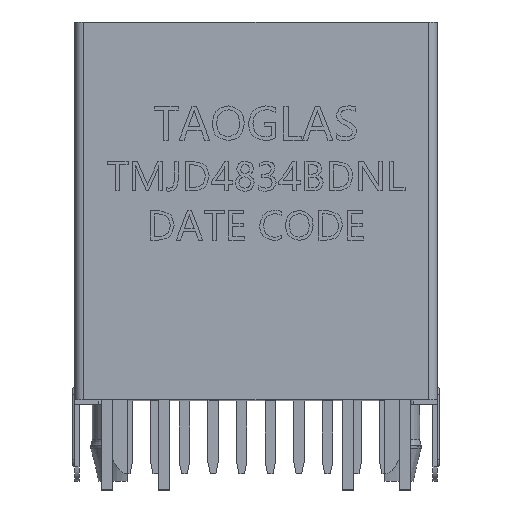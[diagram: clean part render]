
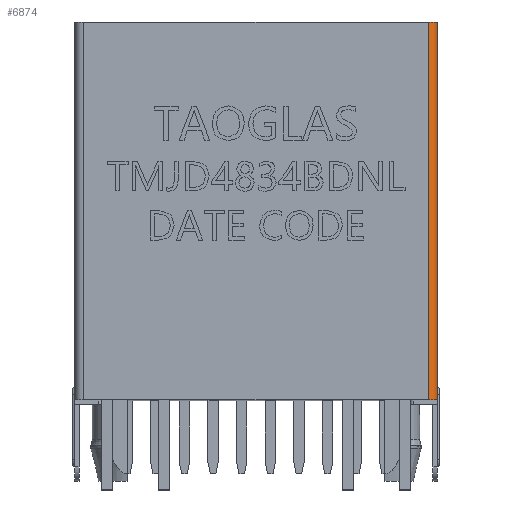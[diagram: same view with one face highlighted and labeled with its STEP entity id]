
A CAD part, top view. The second image highlights one B-rep face of the part: STEP entity #6874.
In plain terms, the highlighted cylindrical face has radius 0.4 mm (diameter 0.8 mm), a partial arc.
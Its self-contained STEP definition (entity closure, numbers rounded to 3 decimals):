
#406 = CARTESIAN_POINT ( 'NONE',  ( 15.75, 19.76, 3.225 ) ) ;
#622 = CARTESIAN_POINT ( 'NONE',  ( 15.75, 46.441, 2.825 ) ) ;
#1590 = DIRECTION ( 'NONE',  ( 0., 0., 1. ) ) ;
#1916 = CIRCLE ( 'NONE', #4536, 0.4 ) ;
#2705 = VECTOR ( 'NONE', #17572, 1000. ) ;
#3127 = DIRECTION ( 'NONE',  ( 0., 1., 0. ) ) ;
#3328 = CARTESIAN_POINT ( 'NONE',  ( 16.15, 20.36, 2.825 ) ) ;
#3494 = FACE_OUTER_BOUND ( 'NONE', #6800, .T. ) ;
#4536 = AXIS2_PLACEMENT_3D ( 'NONE', #11282, #16273, #5342 ) ;
#5223 = EDGE_CURVE ( 'NONE', #9072, #12922, #15183, .T. ) ;
#5342 = DIRECTION ( 'NONE',  ( 1., 0., 0. ) ) ;
#5551 = VERTEX_POINT ( 'NONE', #19840 ) ;
#6314 = CARTESIAN_POINT ( 'NONE',  ( 15.75, 20.36, 2.825 ) ) ;
#6800 = EDGE_LOOP ( 'NONE', ( #19656, #10982, #18120, #12470 ) ) ;
#6874 = ADVANCED_FACE ( 'NONE', ( #3494 ), #11468, .T. ) ;
#7422 = CARTESIAN_POINT ( 'NONE',  ( 16.15, 19.76, 2.825 ) ) ;
#8371 = EDGE_CURVE ( 'NONE', #12922, #5551, #1916, .T. ) ;
#8515 = DIRECTION ( 'NONE',  ( 0., -1., 0. ) ) ;
#8624 = CIRCLE ( 'NONE', #10249, 0.4 ) ;
#9072 = VERTEX_POINT ( 'NONE', #3328 ) ;
#10249 = AXIS2_PLACEMENT_3D ( 'NONE', #6314, #3127, #1590 ) ;
#10982 = ORIENTED_EDGE ( 'NONE', *, *, #17213, .F. ) ;
#11282 = CARTESIAN_POINT ( 'NONE',  ( 15.75, 3.6, 2.825 ) ) ;
#11468 = CYLINDRICAL_SURFACE ( 'NONE', #19486, 0.4 ) ;
#12137 = CARTESIAN_POINT ( 'NONE',  ( 15.75, 20.36, 3.225 ) ) ;
#12470 = ORIENTED_EDGE ( 'NONE', *, *, #8371, .F. ) ;
#12922 = VERTEX_POINT ( 'NONE', #19238 ) ;
#14129 = LINE ( 'NONE', #406, #2705 ) ;
#15183 = LINE ( 'NONE', #7422, #17513 ) ;
#15352 = EDGE_CURVE ( 'NONE', #18096, #5551, #14129, .T. ) ;
#15966 = DIRECTION ( 'NONE',  ( 1., 0., 0. ) ) ;
#16273 = DIRECTION ( 'NONE',  ( 0., -1., 0. ) ) ;
#17213 = EDGE_CURVE ( 'NONE', #18096, #9072, #8624, .T. ) ;
#17513 = VECTOR ( 'NONE', #19761, 1000. ) ;
#17572 = DIRECTION ( 'NONE',  ( 0., -1., 0. ) ) ;
#18096 = VERTEX_POINT ( 'NONE', #12137 ) ;
#18120 = ORIENTED_EDGE ( 'NONE', *, *, #15352, .T. ) ;
#19238 = CARTESIAN_POINT ( 'NONE',  ( 16.15, 3.6, 2.825 ) ) ;
#19486 = AXIS2_PLACEMENT_3D ( 'NONE', #622, #8515, #15966 ) ;
#19656 = ORIENTED_EDGE ( 'NONE', *, *, #5223, .F. ) ;
#19761 = DIRECTION ( 'NONE',  ( 0., -1., 0. ) ) ;
#19840 = CARTESIAN_POINT ( 'NONE',  ( 15.75, 3.6, 3.225 ) ) ;
